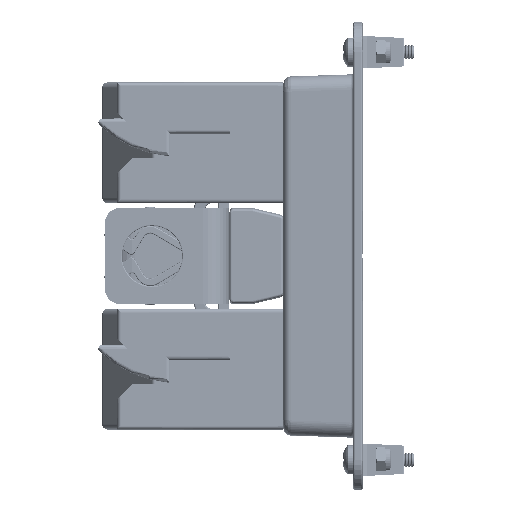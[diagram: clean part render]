
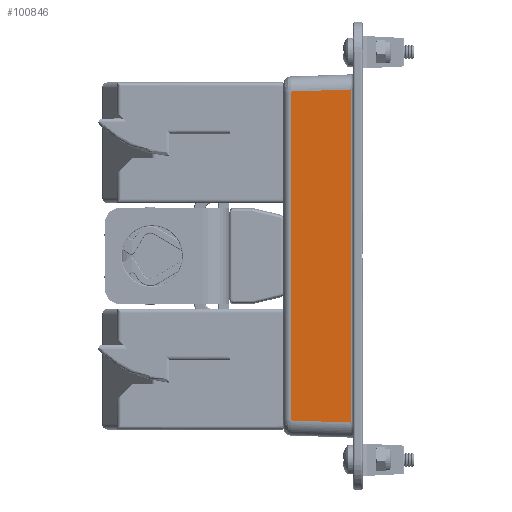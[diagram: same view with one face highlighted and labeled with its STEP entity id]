
A CAD part, left-side view. The second image highlights one B-rep face of the part: STEP entity #100846.
In plain terms, the highlighted planar face has unit normal (-0.999, 0.035, 0).
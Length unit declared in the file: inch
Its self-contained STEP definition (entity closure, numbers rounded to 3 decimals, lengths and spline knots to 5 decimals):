
#2273 = CARTESIAN_POINT ( 'NONE',  ( -3.2503, -0.0087, -2.71921 ) ) ;
#9889 = ORIENTED_EDGE ( 'NONE', *, *, #82025, .F. ) ;
#12003 = DIRECTION ( 'NONE',  ( -0.035, -0.999, 0.035 ) ) ;
#16503 = VERTEX_POINT ( 'NONE', #68576 ) ;
#17455 = VERTEX_POINT ( 'NONE', #27474 ) ;
#20180 = LINE ( 'NONE', #53576, #101623 ) ;
#20669 = ORIENTED_EDGE ( 'NONE', *, *, #57306, .F. ) ;
#20880 = DIRECTION ( 'NONE',  ( 0., 0., 1. ) ) ;
#23828 = EDGE_CURVE ( 'NONE', #17455, #57954, #77251, .T. ) ;
#27474 = CARTESIAN_POINT ( 'NONE',  ( -3.28932, -1.12609, -2.75823 ) ) ;
#30782 = AXIS2_PLACEMENT_3D ( 'NONE', #64060, #38852, #72255 ) ;
#32377 = DIRECTION ( 'NONE',  ( 0., 0., 1. ) ) ;
#38852 = DIRECTION ( 'NONE',  ( -0.999, 0.035, 0. ) ) ;
#39195 = CARTESIAN_POINT ( 'NONE',  ( -3.25421, -0.12064, 2.72312 ) ) ;
#39958 = ORIENTED_EDGE ( 'NONE', *, *, #23828, .F. ) ;
#41867 = VECTOR ( 'NONE', #20880, 39.37008 ) ;
#46707 = ORIENTED_EDGE ( 'NONE', *, *, #105881, .T. ) ;
#47586 = VECTOR ( 'NONE', #32377, 39.37008 ) ;
#47614 = FACE_OUTER_BOUND ( 'NONE', #74947, .T. ) ;
#48119 = VERTEX_POINT ( 'NONE', #39195 ) ;
#53576 = CARTESIAN_POINT ( 'NONE',  ( -3.24308, 0.19813, 2.71198 ) ) ;
#57306 = EDGE_CURVE ( 'NONE', #48119, #16503, #20180, .T. ) ;
#57954 = VERTEX_POINT ( 'NONE', #77421 ) ;
#64060 = CARTESIAN_POINT ( 'NONE',  ( -3.25, 0., -2.96875 ) ) ;
#68576 = CARTESIAN_POINT ( 'NONE',  ( -3.28932, -1.12609, 2.75823 ) ) ;
#69052 = DIRECTION ( 'NONE',  ( 0.035, 0.999, 0.035 ) ) ;
#72231 = VECTOR ( 'NONE', #69052, 39.37008 ) ;
#72255 = DIRECTION ( 'NONE',  ( -0.035, -0.999, 0. ) ) ;
#74947 = EDGE_LOOP ( 'NONE', ( #20669, #9889, #39958, #46707 ) ) ;
#77251 = LINE ( 'NONE', #2273, #72231 ) ;
#77421 = CARTESIAN_POINT ( 'NONE',  ( -3.25421, -0.12064, -2.72312 ) ) ;
#82025 = EDGE_CURVE ( 'NONE', #57954, #48119, #107331, .T. ) ;
#88184 = CARTESIAN_POINT ( 'NONE',  ( -3.28932, -1.12609, -2.96875 ) ) ;
#100846 = ADVANCED_FACE ( 'NONE', ( #47614 ), #106162, .T. ) ;
#101623 = VECTOR ( 'NONE', #12003, 39.37008 ) ;
#104593 = LINE ( 'NONE', #88184, #41867 ) ;
#105705 = CARTESIAN_POINT ( 'NONE',  ( -3.25421, -0.12064, 0. ) ) ;
#105881 = EDGE_CURVE ( 'NONE', #17455, #16503, #104593, .T. ) ;
#106162 = PLANE ( 'NONE',  #30782 ) ;
#107331 = LINE ( 'NONE', #105705, #47586 ) ;
